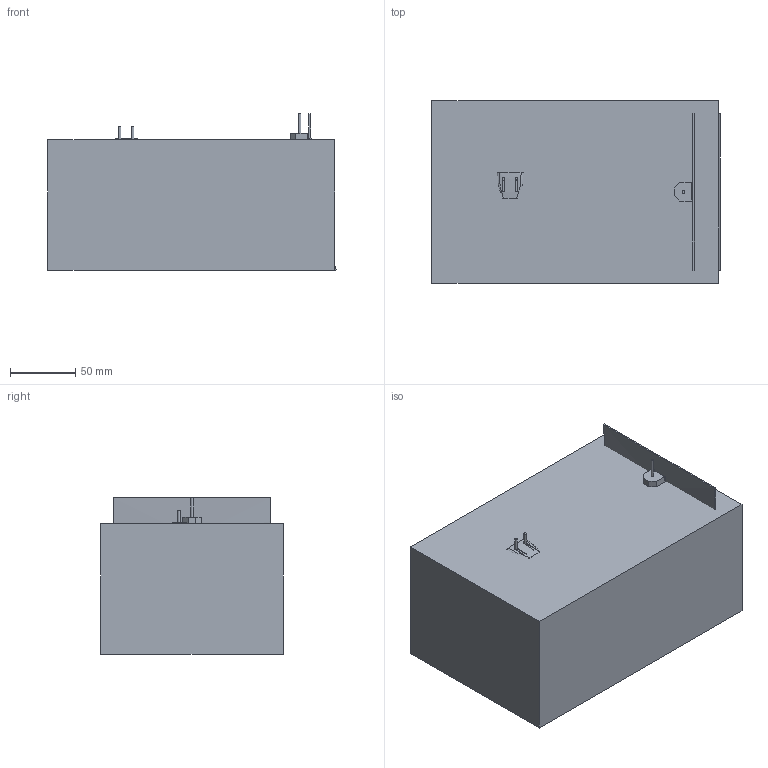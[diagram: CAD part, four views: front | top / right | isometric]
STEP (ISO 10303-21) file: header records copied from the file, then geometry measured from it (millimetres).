
FILE_DESCRIPTION(/* description */ (''),/* implementation_level */ '2;1');
FILE_NAME(/* name */ '',/* time_stamp */ '2025-12-15T12:51:29+08:00',/* author */ (''),/* organization */ (''),/* preprocessor_version */ 'ST-DEVELOPER v20.1',/* originating_system */ 'Autodesk Translation Framework v14.21.0.0',/* authorisation */ '');
FILE_SCHEMA (('AUTOMOTIVE_DESIGN { 1 0 10303 214 3 1 1 }'));
Length unit declared in the file: millimetre
Products named in the file (1): 水下环境
Bounding box: 220.95 x 140 x 120 mm (x, y, z)
Volume: 3112916.1 mm3; surface area: 173946.8 mm2
Topology: 20 solids, 20 shells, 122 faces, 232 edges, 154 vertices
Faces by surface type: plane 82, cylinder 23, bspline 17
Full cylindrical faces by diameter (mm): 0.2 x1, 1 x1, 2 x3, 2.8 x1, 3 x1, 4 x1, 5 x4, 8 x1
Entity records: 6184 total; most frequent: CARTESIAN_POINT 3733, ORIENTED_EDGE 464, DIRECTION 440, EDGE_CURVE 232, VERTEX_POINT 154, AXIS2_PLACEMENT_3D 152, LINE 136, VECTOR 136
